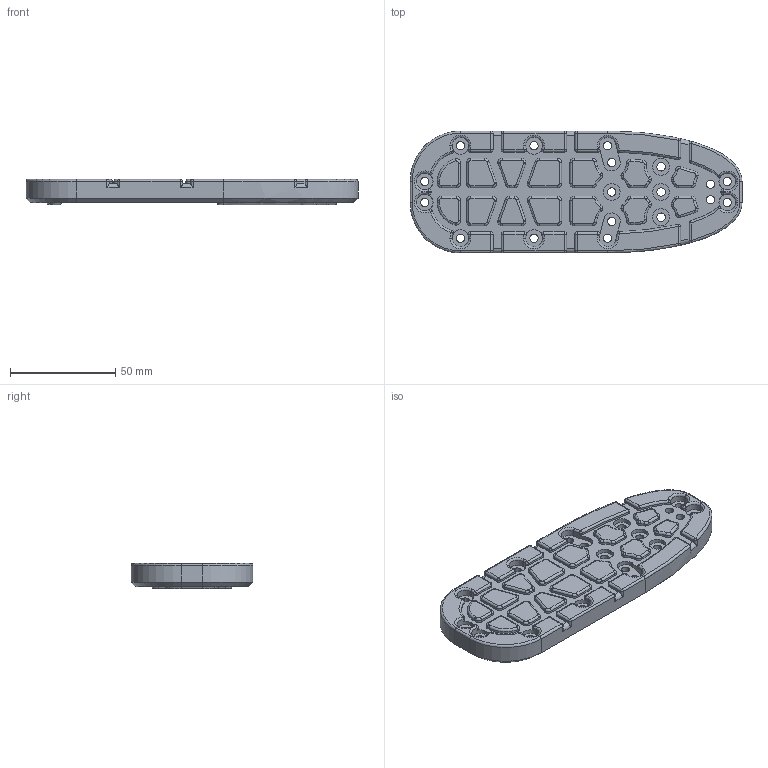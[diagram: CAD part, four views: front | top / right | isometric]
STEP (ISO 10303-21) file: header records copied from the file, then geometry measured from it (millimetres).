
FILE_DESCRIPTION (( 'STEP AP214' ), '1' );
FILE_NAME ('Rubber_Foot_Sole.STEP', '2025-09-30T08:38:24', ( '' ), ( '' ), 'SwSTEP 2.0', 'SolidWorks 2021', '' );
FILE_SCHEMA (( 'AUTOMOTIVE_DESIGN' ));
Length unit declared in the file: millimetre
Products named in the file (1): 𽺽ŵ
Bounding box: 158 x 58 x 12 mm (x, y, z)
Volume: 55404.6 mm3; surface area: 27494.1 mm2
Topology: 1 solids, 1 shells, 758 faces, 1882 edges, 1119 vertices
Faces by surface type: cylinder 351, plane 167, torus 140, sphere 52, bspline 44, cone 4
Entity records: 25631 total; most frequent: CARTESIAN_POINT 7426, DIRECTION 4149, ORIENTED_EDGE 3664, EDGE_CURVE 1832, AXIS2_PLACEMENT_3D 1706, VERTEX_POINT 1107, CIRCLE 991, EDGE_LOOP 825
